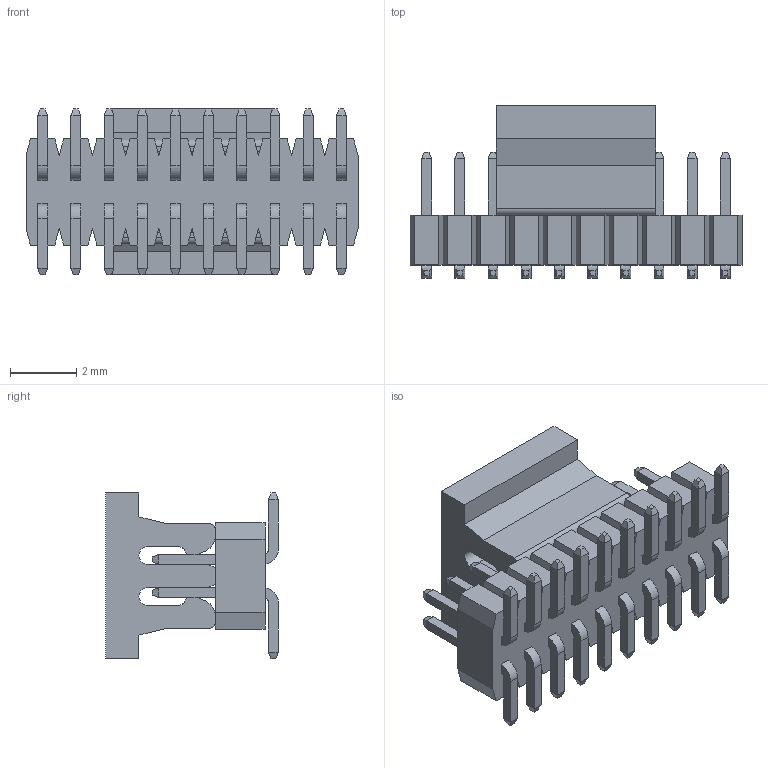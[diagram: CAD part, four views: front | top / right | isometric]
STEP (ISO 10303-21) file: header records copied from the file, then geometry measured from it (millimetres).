
FILE_DESCRIPTION( ('This file contains a STEP AP42 implementation' ,'as created by ZW3D STEP Interface translator.') ,'2;1' );
FILE_NAME( '1515-12XXXXM055XXXX(拸翐).stp' ,'23 314.1113 0', (''), ('ZWCAD Software Co.'), 'Version 1.0', 'ZW3D to STEP translator', '' );
FILE_SCHEMA(('AUTOMOTIVE_DESIGN { 1 0 10303 214 1 1 1 1 }'));
Length unit declared in the file: millimetre
Products named in the file (2): 0; 1515-1210XXM055XXXX(拸翐)
Bounding box: 10 x 5.2 x 5 mm (x, y, z)
Volume: 102.4 mm3; surface area: 424.9 mm2
Topology: 22 solids, 22 shells, 538 faces, 1322 edges, 828 vertices
Faces by surface type: plane 486, cylinder 52
Entity records: 16023 total; most frequent: CARTESIAN_POINT 2689, ORIENTED_EDGE 2644, DIRECTION 2504, EDGE_CURVE 1322, VECTOR 1218, LINE 1218, VERTEX_POINT 828, AXIS2_PLACEMENT_3D 643
